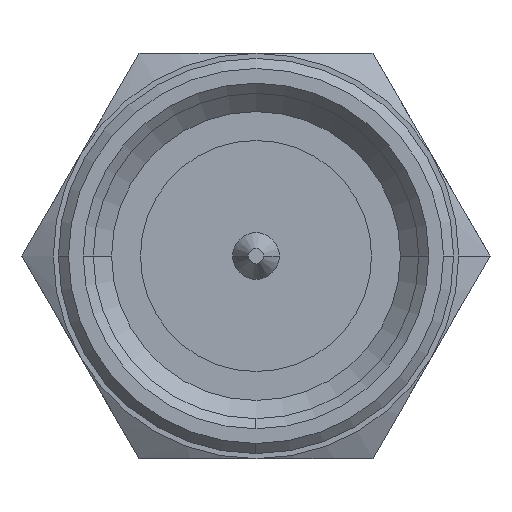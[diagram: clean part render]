
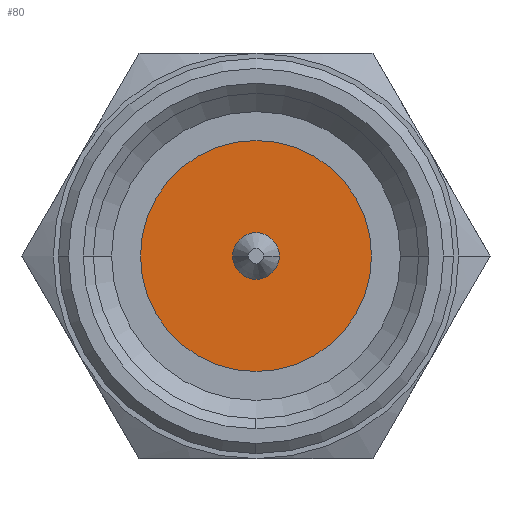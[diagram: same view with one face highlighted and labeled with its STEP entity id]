
A CAD part, left-side view. The second image highlights one B-rep face of the part: STEP entity #80.
In plain terms, the highlighted planar face has unit normal (-1, 0, 0).
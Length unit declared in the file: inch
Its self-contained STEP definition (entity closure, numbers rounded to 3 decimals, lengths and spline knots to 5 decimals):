
#80 = ADVANCED_FACE ( 'NONE', ( #1435, #843 ), #7504, .T. ) ;
#304 = EDGE_CURVE ( 'NONE', #2935, #3117, #6523, .T. ) ;
#464 = CIRCLE ( 'NONE', #7391, 0.08976 ) ;
#515 = CARTESIAN_POINT ( 'NONE',  ( 0.12008, -0.08976, 0. ) ) ;
#604 = CARTESIAN_POINT ( 'NONE',  ( 0.12008, 0., 0. ) ) ;
#713 = DIRECTION ( 'NONE',  ( 0., 1., 0. ) ) ;
#843 = FACE_OUTER_BOUND ( 'NONE', #4949, .T. ) ;
#1119 = AXIS2_PLACEMENT_3D ( 'NONE', #3287, #3325, #1401 ) ;
#1401 = DIRECTION ( 'NONE',  ( 0., 0., 1. ) ) ;
#1435 = FACE_BOUND ( 'NONE', #1878, .T. ) ;
#1479 = ORIENTED_EDGE ( 'NONE', *, *, #5782, .F. ) ;
#1878 = EDGE_LOOP ( 'NONE', ( #1479, #2051 ) ) ;
#2051 = ORIENTED_EDGE ( 'NONE', *, *, #7583, .F. ) ;
#2353 = CIRCLE ( 'NONE', #6885, 0.01811 ) ;
#2935 = VERTEX_POINT ( 'NONE', #7215 ) ;
#3117 = VERTEX_POINT ( 'NONE', #515 ) ;
#3131 = AXIS2_PLACEMENT_3D ( 'NONE', #604, #4818, #4231 ) ;
#3152 = DIRECTION ( 'NONE',  ( 0., 1., 0. ) ) ;
#3182 = ORIENTED_EDGE ( 'NONE', *, *, #304, .F. ) ;
#3287 = CARTESIAN_POINT ( 'NONE',  ( 0.12008, 0., 0. ) ) ;
#3325 = DIRECTION ( 'NONE',  ( -1., 0., 0. ) ) ;
#3807 = DIRECTION ( 'NONE',  ( 0., -1., 0. ) ) ;
#3866 = CARTESIAN_POINT ( 'NONE',  ( 0.12008, 0., 0. ) ) ;
#4126 = CIRCLE ( 'NONE', #4373, 0.01811 ) ;
#4197 = VERTEX_POINT ( 'NONE', #6543 ) ;
#4231 = DIRECTION ( 'NONE',  ( 0., 1., 0. ) ) ;
#4313 = EDGE_CURVE ( 'NONE', #2935, #3117, #464, .T. ) ;
#4373 = AXIS2_PLACEMENT_3D ( 'NONE', #5315, #7724, #3152 ) ;
#4432 = CARTESIAN_POINT ( 'NONE',  ( 0.12008, -0.01811, 0. ) ) ;
#4440 = DIRECTION ( 'NONE',  ( -1., 0., 0. ) ) ;
#4478 = CARTESIAN_POINT ( 'NONE',  ( 0.12008, 0., 0. ) ) ;
#4818 = DIRECTION ( 'NONE',  ( 1., 0., 0. ) ) ;
#4949 = EDGE_LOOP ( 'NONE', ( #6131, #3182 ) ) ;
#5315 = CARTESIAN_POINT ( 'NONE',  ( 0.12008, 0., 0. ) ) ;
#5782 = EDGE_CURVE ( 'NONE', #6106, #4197, #2353, .T. ) ;
#6106 = VERTEX_POINT ( 'NONE', #4432 ) ;
#6131 = ORIENTED_EDGE ( 'NONE', *, *, #4313, .T. ) ;
#6523 = CIRCLE ( 'NONE', #3131, 0.08976 ) ;
#6543 = CARTESIAN_POINT ( 'NONE',  ( 0.12008, 0.01811, 0. ) ) ;
#6885 = AXIS2_PLACEMENT_3D ( 'NONE', #4478, #4440, #3807 ) ;
#7215 = CARTESIAN_POINT ( 'NONE',  ( 0.12008, 0.08976, 0. ) ) ;
#7391 = AXIS2_PLACEMENT_3D ( 'NONE', #3866, #7415, #713 ) ;
#7415 = DIRECTION ( 'NONE',  ( -1., 0., 0. ) ) ;
#7504 = PLANE ( 'NONE',  #1119 ) ;
#7583 = EDGE_CURVE ( 'NONE', #4197, #6106, #4126, .T. ) ;
#7724 = DIRECTION ( 'NONE',  ( -1., 0., 0. ) ) ;
